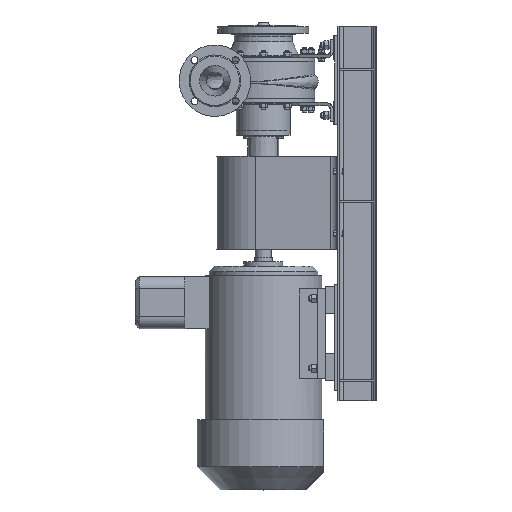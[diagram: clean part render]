
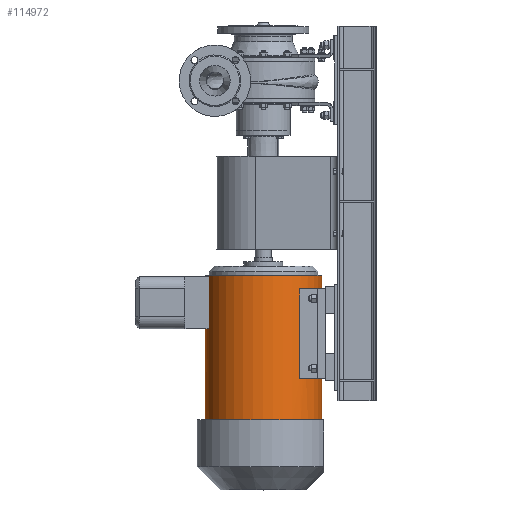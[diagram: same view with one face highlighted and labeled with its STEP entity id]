
A CAD part, left-side view. The second image highlights one B-rep face of the part: STEP entity #114972.
In plain terms, the highlighted cylindrical face has radius 150 mm (diameter 300 mm), a partial arc.
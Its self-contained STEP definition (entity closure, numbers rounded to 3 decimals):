
#228 = EDGE_CURVE ( 'NONE', #15211, #48140, #82879, .T. ) ;
#1187 = DIRECTION ( 'NONE',  ( 0., 0., 1. ) ) ;
#2292 = LINE ( 'NONE', #60345, #52213 ) ;
#3860 = AXIS2_PLACEMENT_3D ( 'NONE', #74744, #171984, #115095 ) ;
#4601 = EDGE_CURVE ( 'NONE', #172609, #48666, #82521, .T. ) ;
#9367 = EDGE_CURVE ( 'NONE', #152781, #129948, #144470, .T. ) ;
#12804 = CARTESIAN_POINT ( 'NONE',  ( 160., 431.943, -645.6 ) ) ;
#14693 = CARTESIAN_POINT ( 'NONE',  ( 160., 431.943, -779.6 ) ) ;
#15211 = VERTEX_POINT ( 'NONE', #140614 ) ;
#15313 = EDGE_CURVE ( 'NONE', #141396, #23578, #43419, .T. ) ;
#17378 = DIRECTION ( 'NONE',  ( 0., -1., 0. ) ) ;
#18946 = ORIENTED_EDGE ( 'NONE', *, *, #184566, .F. ) ;
#22732 = CARTESIAN_POINT ( 'NONE',  ( 97., 198.133, -907.6 ) ) ;
#23161 = VERTEX_POINT ( 'NONE', #85287 ) ;
#23578 = VERTEX_POINT ( 'NONE', #185566 ) ;
#24474 = VECTOR ( 'NONE', #153093, 1000. ) ;
#24630 = DIRECTION ( 'NONE',  ( 0., 0., 1. ) ) ;
#28869 = DIRECTION ( 'NONE',  ( 0., 0., 1. ) ) ;
#28939 = AXIS2_PLACEMENT_3D ( 'NONE', #57919, #30250, #85531 ) ;
#30250 = DIRECTION ( 'NONE',  ( 0., 0., 1. ) ) ;
#31015 = CARTESIAN_POINT ( 'NONE',  ( 214., 442., -1014.6 ) ) ;
#33756 = EDGE_CURVE ( 'NONE', #23161, #117548, #118436, .T. ) ;
#34932 = CARTESIAN_POINT ( 'NONE',  ( 214., 142., -1014.6 ) ) ;
#35411 = VECTOR ( 'NONE', #99539, 1000. ) ;
#35438 = CARTESIAN_POINT ( 'NONE',  ( 214., 142., -644.077 ) ) ;
#40140 = CYLINDRICAL_SURFACE ( 'NONE', #116345, 150. ) ;
#41233 = CARTESIAN_POINT ( 'NONE',  ( 214., 442., -645.6 ) ) ;
#43419 = LINE ( 'NONE', #31015, #58487 ) ;
#44829 = EDGE_CURVE ( 'NONE', #130435, #23161, #171229, .T. ) ;
#48140 = VERTEX_POINT ( 'NONE', #100376 ) ;
#48666 = VERTEX_POINT ( 'NONE', #160484 ) ;
#50908 = ORIENTED_EDGE ( 'NONE', *, *, #33756, .F. ) ;
#52213 = VECTOR ( 'NONE', #104154, 1000. ) ;
#52626 = EDGE_LOOP ( 'NONE', ( #138142, #111965, #75644, #177336, #106873, #64080, #50908, #164207 ) ) ;
#57919 = CARTESIAN_POINT ( 'NONE',  ( 214., 292., -907.6 ) ) ;
#58487 = VECTOR ( 'NONE', #88214, 1000. ) ;
#60345 = CARTESIAN_POINT ( 'NONE',  ( 112., 182.018, -907.6 ) ) ;
#60449 = AXIS2_PLACEMENT_3D ( 'NONE', #70219, #173826, #146347 ) ;
#64080 = ORIENTED_EDGE ( 'NONE', *, *, #100274, .F. ) ;
#64247 = DIRECTION ( 'NONE',  ( 0.36, 0.933, 0. ) ) ;
#70219 = CARTESIAN_POINT ( 'NONE',  ( 214., 292., -645.6 ) ) ;
#70961 = AXIS2_PLACEMENT_3D ( 'NONE', #133827, #105322, #64247 ) ;
#72861 = CARTESIAN_POINT ( 'NONE',  ( 214., 442., -1014.6 ) ) ;
#73130 = CARTESIAN_POINT ( 'NONE',  ( 112., 182.018, -907.6 ) ) ;
#74744 = CARTESIAN_POINT ( 'NONE',  ( 214., 292., -677.6 ) ) ;
#75644 = ORIENTED_EDGE ( 'NONE', *, *, #137276, .T. ) ;
#82521 = CIRCLE ( 'NONE', #109948, 150. ) ;
#82879 = CIRCLE ( 'NONE', #3860, 150. ) ;
#85287 = CARTESIAN_POINT ( 'NONE',  ( 160., 431.943, -779.6 ) ) ;
#85531 = DIRECTION ( 'NONE',  ( -0.78, -0.626, 0. ) ) ;
#88070 = LINE ( 'NONE', #143243, #35411 ) ;
#88214 = DIRECTION ( 'NONE',  ( 0., 0., 1. ) ) ;
#93109 = DIRECTION ( 'NONE',  ( 0., 0., 1. ) ) ;
#98773 = EDGE_CURVE ( 'NONE', #172609, #130435, #88070, .T. ) ;
#99539 = DIRECTION ( 'NONE',  ( 0., 0., 1. ) ) ;
#100073 = CARTESIAN_POINT ( 'NONE',  ( 97., 198.133, -907.6 ) ) ;
#100274 = EDGE_CURVE ( 'NONE', #117548, #141396, #109192, .T. ) ;
#100376 = CARTESIAN_POINT ( 'NONE',  ( 97., 198.133, -677.6 ) ) ;
#104154 = DIRECTION ( 'NONE',  ( 0., 0., 1. ) ) ;
#105322 = DIRECTION ( 'NONE',  ( 0., 0., 1. ) ) ;
#106873 = ORIENTED_EDGE ( 'NONE', *, *, #15313, .F. ) ;
#107413 = LINE ( 'NONE', #34932, #157479 ) ;
#109192 = CIRCLE ( 'NONE', #60449, 150. ) ;
#109561 = DIRECTION ( 'NONE',  ( 0., -1., 0. ) ) ;
#109948 = AXIS2_PLACEMENT_3D ( 'NONE', #165546, #24630, #109561 ) ;
#111965 = ORIENTED_EDGE ( 'NONE', *, *, #4601, .T. ) ;
#112647 = FACE_OUTER_BOUND ( 'NONE', #52626, .T. ) ;
#114972 = ADVANCED_FACE ( 'NONE', ( #112647, #170494 ), #40140, .T. ) ;
#115095 = DIRECTION ( 'NONE',  ( -0.78, -0.626, 0. ) ) ;
#115888 = CARTESIAN_POINT ( 'NONE',  ( 214., 292., -644.077 ) ) ;
#116345 = AXIS2_PLACEMENT_3D ( 'NONE', #120206, #1187, #17378 ) ;
#117548 = VERTEX_POINT ( 'NONE', #12804 ) ;
#118436 = LINE ( 'NONE', #14693, #172799 ) ;
#120206 = CARTESIAN_POINT ( 'NONE',  ( 214., 292., -1014.6 ) ) ;
#121998 = CIRCLE ( 'NONE', #149189, 150. ) ;
#129948 = VERTEX_POINT ( 'NONE', #73130 ) ;
#130435 = VERTEX_POINT ( 'NONE', #179794 ) ;
#133827 = CARTESIAN_POINT ( 'NONE',  ( 214., 292., -779.6 ) ) ;
#137276 = EDGE_CURVE ( 'NONE', #48666, #154007, #107413, .T. ) ;
#138142 = ORIENTED_EDGE ( 'NONE', *, *, #98773, .F. ) ;
#139250 = EDGE_CURVE ( 'NONE', #48140, #152781, #182494, .T. ) ;
#139726 = ORIENTED_EDGE ( 'NONE', *, *, #9367, .F. ) ;
#140614 = CARTESIAN_POINT ( 'NONE',  ( 112., 182.018, -677.6 ) ) ;
#141396 = VERTEX_POINT ( 'NONE', #41233 ) ;
#143243 = CARTESIAN_POINT ( 'NONE',  ( 214., 442., -1014.6 ) ) ;
#144356 = DIRECTION ( 'NONE',  ( 0., -1., 0. ) ) ;
#144470 = CIRCLE ( 'NONE', #28939, 150. ) ;
#146347 = DIRECTION ( 'NONE',  ( 0.36, 0.933, 0. ) ) ;
#146467 = ORIENTED_EDGE ( 'NONE', *, *, #139250, .F. ) ;
#149189 = AXIS2_PLACEMENT_3D ( 'NONE', #115888, #157607, #144356 ) ;
#152781 = VERTEX_POINT ( 'NONE', #100073 ) ;
#153093 = DIRECTION ( 'NONE',  ( 0., 0., -1. ) ) ;
#154007 = VERTEX_POINT ( 'NONE', #35438 ) ;
#157479 = VECTOR ( 'NONE', #93109, 1000. ) ;
#157607 = DIRECTION ( 'NONE',  ( 0., 0., 1. ) ) ;
#160484 = CARTESIAN_POINT ( 'NONE',  ( 214., 142., -1014.6 ) ) ;
#163581 = EDGE_CURVE ( 'NONE', #23578, #154007, #121998, .T. ) ;
#164207 = ORIENTED_EDGE ( 'NONE', *, *, #44829, .F. ) ;
#165546 = CARTESIAN_POINT ( 'NONE',  ( 214., 292., -1014.6 ) ) ;
#170494 = FACE_BOUND ( 'NONE', #184505, .T. ) ;
#171229 = CIRCLE ( 'NONE', #70961, 150. ) ;
#171984 = DIRECTION ( 'NONE',  ( 0., 0., -1. ) ) ;
#172609 = VERTEX_POINT ( 'NONE', #72861 ) ;
#172799 = VECTOR ( 'NONE', #28869, 1000. ) ;
#173826 = DIRECTION ( 'NONE',  ( 0., 0., -1. ) ) ;
#177336 = ORIENTED_EDGE ( 'NONE', *, *, #163581, .F. ) ;
#179794 = CARTESIAN_POINT ( 'NONE',  ( 214., 442., -779.6 ) ) ;
#182494 = LINE ( 'NONE', #22732, #24474 ) ;
#184505 = EDGE_LOOP ( 'NONE', ( #18946, #139726, #146467, #185710 ) ) ;
#184566 = EDGE_CURVE ( 'NONE', #129948, #15211, #2292, .T. ) ;
#185566 = CARTESIAN_POINT ( 'NONE',  ( 214., 442., -644.077 ) ) ;
#185710 = ORIENTED_EDGE ( 'NONE', *, *, #228, .F. ) ;
